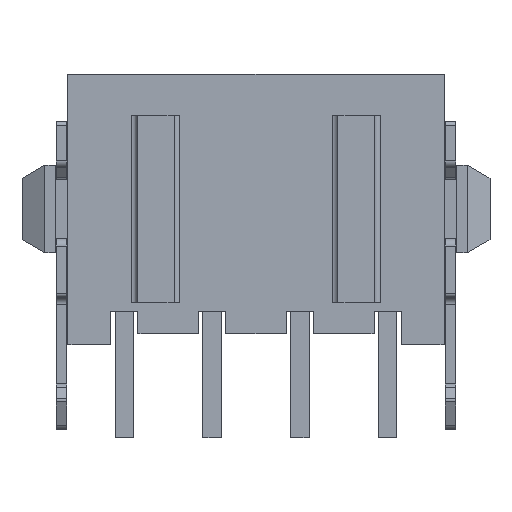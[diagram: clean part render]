
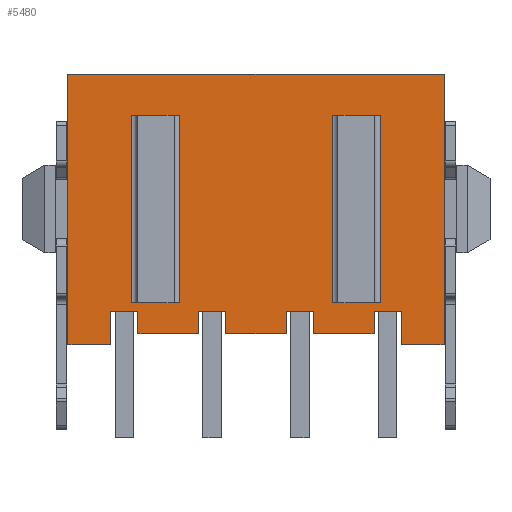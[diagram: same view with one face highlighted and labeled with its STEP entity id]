
A CAD part, front view. The second image highlights one B-rep face of the part: STEP entity #5480.
In plain terms, the highlighted planar face has unit normal (0, -1, 0).
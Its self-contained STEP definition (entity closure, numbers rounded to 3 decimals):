
#10=DIRECTION('',(0.,0.,-1.));
#11=VECTOR('',#10,9.24);
#12=CARTESIAN_POINT('',(-6.43,-3.43,0.));
#13=LINE('',#12,#11);
#769=DIRECTION('',(0.,0.,-1.));
#770=VECTOR('',#769,1.13);
#771=CARTESIAN_POINT('',(4.965,-3.43,-8.11));
#772=LINE('',#771,#770);
#853=DIRECTION('',(0.,0.,-1.));
#854=VECTOR('',#853,9.24);
#855=CARTESIAN_POINT('',(6.43,-3.43,0.));
#856=LINE('',#855,#854);
#893=DIRECTION('',(0.,0.,1.));
#894=VECTOR('',#893,1.13);
#895=CARTESIAN_POINT('',(-4.965,-3.43,-9.24));
#896=LINE('',#895,#894);
#909=DIRECTION('',(1.,0.,0.));
#910=VECTOR('',#909,0.93);
#911=CARTESIAN_POINT('',(-4.965,-3.43,-8.11));
#912=LINE('',#911,#910);
#913=DIRECTION('',(1.,0.,0.));
#914=VECTOR('',#913,12.86);
#915=CARTESIAN_POINT('',(-6.43,-3.43,0.));
#916=LINE('',#915,#914);
#917=DIRECTION('',(1.,0.,0.));
#918=VECTOR('',#917,0.93);
#919=CARTESIAN_POINT('',(4.035,-3.43,-8.11));
#920=LINE('',#919,#918);
#921=DIRECTION('',(0.,0.,-1.));
#922=VECTOR('',#921,0.76);
#923=CARTESIAN_POINT('',(4.035,-3.43,-8.11));
#924=LINE('',#923,#922);
#925=DIRECTION('',(1.,0.,0.));
#926=VECTOR('',#925,2.07);
#927=CARTESIAN_POINT('',(1.965,-3.43,-8.87));
#928=LINE('',#927,#926);
#929=DIRECTION('',(0.,0.,-1.));
#930=VECTOR('',#929,0.76);
#931=CARTESIAN_POINT('',(1.965,-3.43,-8.11));
#932=LINE('',#931,#930);
#933=DIRECTION('',(1.,0.,0.));
#934=VECTOR('',#933,0.93);
#935=CARTESIAN_POINT('',(1.035,-3.43,-8.11));
#936=LINE('',#935,#934);
#937=DIRECTION('',(0.,0.,-1.));
#938=VECTOR('',#937,0.76);
#939=CARTESIAN_POINT('',(1.035,-3.43,-8.11));
#940=LINE('',#939,#938);
#941=DIRECTION('',(1.,0.,0.));
#942=VECTOR('',#941,2.07);
#943=CARTESIAN_POINT('',(-1.035,-3.43,-8.87));
#944=LINE('',#943,#942);
#945=DIRECTION('',(0.,0.,-1.));
#946=VECTOR('',#945,0.76);
#947=CARTESIAN_POINT('',(-1.035,-3.43,-8.11));
#948=LINE('',#947,#946);
#949=DIRECTION('',(1.,0.,0.));
#950=VECTOR('',#949,0.93);
#951=CARTESIAN_POINT('',(-1.965,-3.43,-8.11));
#952=LINE('',#951,#950);
#953=DIRECTION('',(0.,0.,-1.));
#954=VECTOR('',#953,0.76);
#955=CARTESIAN_POINT('',(-1.965,-3.43,-8.11));
#956=LINE('',#955,#954);
#957=DIRECTION('',(1.,0.,0.));
#958=VECTOR('',#957,2.07);
#959=CARTESIAN_POINT('',(-4.035,-3.43,-8.87));
#960=LINE('',#959,#958);
#961=DIRECTION('',(0.,0.,-1.));
#962=VECTOR('',#961,0.76);
#963=CARTESIAN_POINT('',(-4.035,-3.43,-8.11));
#964=LINE('',#963,#962);
#965=DIRECTION('',(0.,0.,-1.));
#966=VECTOR('',#965,6.4);
#967=CARTESIAN_POINT('',(2.6,-3.43,-1.4));
#968=LINE('',#967,#966);
#969=DIRECTION('',(0.,0.,1.));
#970=VECTOR('',#969,6.4);
#971=CARTESIAN_POINT('',(4.25,-3.43,-7.8));
#972=LINE('',#971,#970);
#973=DIRECTION('',(0.,0.,1.));
#974=VECTOR('',#973,6.4);
#975=CARTESIAN_POINT('',(-2.6,-3.43,-7.8));
#976=LINE('',#975,#974);
#977=DIRECTION('',(0.,0.,-1.));
#978=VECTOR('',#977,6.4);
#979=CARTESIAN_POINT('',(-4.25,-3.43,-1.4));
#980=LINE('',#979,#978);
#985=DIRECTION('',(1.,0.,0.));
#986=VECTOR('',#985,1.465);
#987=CARTESIAN_POINT('',(-6.43,-3.43,-9.24));
#988=LINE('',#987,#986);
#993=DIRECTION('',(1.,0.,0.));
#994=VECTOR('',#993,1.465);
#995=CARTESIAN_POINT('',(4.965,-3.43,-9.24));
#996=LINE('',#995,#994);
#1055=DIRECTION('',(1.,0.,0.));
#1056=VECTOR('',#1055,1.65);
#1057=CARTESIAN_POINT('',(2.6,-3.43,-1.4));
#1058=LINE('',#1057,#1056);
#1071=DIRECTION('',(1.,0.,0.));
#1072=VECTOR('',#1071,1.65);
#1073=CARTESIAN_POINT('',(-4.25,-3.43,-1.4));
#1074=LINE('',#1073,#1072);
#1101=DIRECTION('',(-1.,0.,0.));
#1102=VECTOR('',#1101,1.65);
#1103=CARTESIAN_POINT('',(4.25,-3.43,-7.8));
#1104=LINE('',#1103,#1102);
#1117=DIRECTION('',(-1.,0.,0.));
#1118=VECTOR('',#1117,1.65);
#1119=CARTESIAN_POINT('',(-2.6,-3.43,-7.8));
#1120=LINE('',#1119,#1118);
#3462=CARTESIAN_POINT('',(-6.43,-3.43,0.));
#3463=VERTEX_POINT('',#3462);
#3464=CARTESIAN_POINT('',(-6.43,-3.43,-9.24));
#3465=VERTEX_POINT('',#3464);
#3478=CARTESIAN_POINT('',(6.43,-3.43,0.));
#3479=VERTEX_POINT('',#3478);
#3480=CARTESIAN_POINT('',(6.43,-3.43,-9.24));
#3481=VERTEX_POINT('',#3480);
#3490=CARTESIAN_POINT('',(-4.965,-3.43,-9.24));
#3492=VERTEX_POINT('',#3490);
#3494=CARTESIAN_POINT('',(4.965,-3.43,-9.24));
#3496=VERTEX_POINT('',#3494);
#3797=CARTESIAN_POINT('',(2.6,-3.43,-1.4));
#3798=CARTESIAN_POINT('',(2.6,-3.43,-7.8));
#3799=VERTEX_POINT('',#3797);
#3800=VERTEX_POINT('',#3798);
#3805=CARTESIAN_POINT('',(-2.6,-3.43,-7.8));
#3806=CARTESIAN_POINT('',(-2.6,-3.43,-1.4));
#3807=VERTEX_POINT('',#3805);
#3808=VERTEX_POINT('',#3806);
#3813=CARTESIAN_POINT('',(-4.25,-3.43,-1.4));
#3814=CARTESIAN_POINT('',(-4.25,-3.43,-7.8));
#3815=VERTEX_POINT('',#3813);
#3816=VERTEX_POINT('',#3814);
#3821=CARTESIAN_POINT('',(4.25,-3.43,-7.8));
#3822=CARTESIAN_POINT('',(4.25,-3.43,-1.4));
#3823=VERTEX_POINT('',#3821);
#3824=VERTEX_POINT('',#3822);
#3843=CARTESIAN_POINT('',(4.035,-3.43,-8.11));
#3844=CARTESIAN_POINT('',(4.965,-3.43,-8.11));
#3845=VERTEX_POINT('',#3843);
#3846=VERTEX_POINT('',#3844);
#3847=CARTESIAN_POINT('',(4.035,-3.43,-8.87));
#3848=VERTEX_POINT('',#3847);
#3869=CARTESIAN_POINT('',(1.035,-3.43,-8.11));
#3870=CARTESIAN_POINT('',(1.965,-3.43,-8.11));
#3871=VERTEX_POINT('',#3869);
#3872=VERTEX_POINT('',#3870);
#3873=CARTESIAN_POINT('',(1.035,-3.43,-8.87));
#3874=VERTEX_POINT('',#3873);
#3875=CARTESIAN_POINT('',(1.965,-3.43,-8.87));
#3876=VERTEX_POINT('',#3875);
#4329=CARTESIAN_POINT('',(-1.965,-3.43,-8.11));
#4330=CARTESIAN_POINT('',(-1.035,-3.43,-8.11));
#4331=VERTEX_POINT('',#4329);
#4332=VERTEX_POINT('',#4330);
#4333=CARTESIAN_POINT('',(-1.965,-3.43,-8.87));
#4334=VERTEX_POINT('',#4333);
#4335=CARTESIAN_POINT('',(-1.035,-3.43,-8.87));
#4336=VERTEX_POINT('',#4335);
#4451=CARTESIAN_POINT('',(-4.965,-3.43,-8.11));
#4452=CARTESIAN_POINT('',(-4.035,-3.43,-8.11));
#4453=VERTEX_POINT('',#4451);
#4454=VERTEX_POINT('',#4452);
#4455=CARTESIAN_POINT('',(-4.035,-3.43,-8.87));
#4456=VERTEX_POINT('',#4455);
#5422=CARTESIAN_POINT('',(-6.43,-3.43,0.));
#5423=DIRECTION('',(0.,-1.,0.));
#5424=DIRECTION('',(0.,0.,-1.));
#5425=AXIS2_PLACEMENT_3D('',#5422,#5423,#5424);
#5426=PLANE('',#5425);
#5427=ORIENTED_EDGE('',*,*,#5023,.F.);
#5428=ORIENTED_EDGE('',*,*,#5401,.F.);
#5430=ORIENTED_EDGE('',*,*,#5429,.F.);
#5431=ORIENTED_EDGE('',*,*,#4562,.F.);
#5432=ORIENTED_EDGE('',*,*,#4745,.T.);
#5433=ORIENTED_EDGE('',*,*,#5355,.T.);
#5435=ORIENTED_EDGE('',*,*,#5434,.F.);
#5436=ORIENTED_EDGE('',*,*,#5262,.F.);
#5437=ORIENTED_EDGE('',*,*,#5047,.F.);
#5439=ORIENTED_EDGE('',*,*,#5438,.T.);
#5441=ORIENTED_EDGE('',*,*,#5440,.F.);
#5443=ORIENTED_EDGE('',*,*,#5442,.F.);
#5444=ORIENTED_EDGE('',*,*,#5039,.F.);
#5446=ORIENTED_EDGE('',*,*,#5445,.T.);
#5448=ORIENTED_EDGE('',*,*,#5447,.F.);
#5450=ORIENTED_EDGE('',*,*,#5449,.F.);
#5451=ORIENTED_EDGE('',*,*,#5031,.F.);
#5453=ORIENTED_EDGE('',*,*,#5452,.T.);
#5455=ORIENTED_EDGE('',*,*,#5454,.F.);
#5457=ORIENTED_EDGE('',*,*,#5456,.F.);
#5458=EDGE_LOOP('',(#5427,#5428,#5430,#5431,#5432,#5433,#5435,#5436,#5437,#5439,
#5441,#5443,#5444,#5446,#5448,#5450,#5451,#5453,#5455,#5457));
#5459=FACE_OUTER_BOUND('',#5458,.F.);
#5461=ORIENTED_EDGE('',*,*,#5460,.T.);
#5463=ORIENTED_EDGE('',*,*,#5462,.F.);
#5465=ORIENTED_EDGE('',*,*,#5464,.T.);
#5467=ORIENTED_EDGE('',*,*,#5466,.F.);
#5468=EDGE_LOOP('',(#5461,#5463,#5465,#5467));
#5469=FACE_BOUND('',#5468,.F.);
#5471=ORIENTED_EDGE('',*,*,#5470,.T.);
#5473=ORIENTED_EDGE('',*,*,#5472,.F.);
#5475=ORIENTED_EDGE('',*,*,#5474,.T.);
#5477=ORIENTED_EDGE('',*,*,#5476,.F.);
#5478=EDGE_LOOP('',(#5471,#5473,#5475,#5477));
#5479=FACE_BOUND('',#5478,.F.);
#4562=EDGE_CURVE('',#3463,#3465,#13,.T.);
#4745=EDGE_CURVE('',#3463,#3479,#916,.T.);
#5023=EDGE_CURVE('',#4453,#4454,#912,.T.);
#5031=EDGE_CURVE('',#4331,#4332,#952,.T.);
#5039=EDGE_CURVE('',#3871,#3872,#936,.T.);
#5047=EDGE_CURVE('',#3845,#3846,#920,.T.);
#5262=EDGE_CURVE('',#3846,#3496,#772,.T.);
#5355=EDGE_CURVE('',#3479,#3481,#856,.T.);
#5401=EDGE_CURVE('',#3492,#4453,#896,.T.);
#5429=EDGE_CURVE('',#3465,#3492,#988,.T.);
#5434=EDGE_CURVE('',#3496,#3481,#996,.T.);
#5438=EDGE_CURVE('',#3845,#3848,#924,.T.);
#5440=EDGE_CURVE('',#3876,#3848,#928,.T.);
#5442=EDGE_CURVE('',#3872,#3876,#932,.T.);
#5445=EDGE_CURVE('',#3871,#3874,#940,.T.);
#5447=EDGE_CURVE('',#4336,#3874,#944,.T.);
#5449=EDGE_CURVE('',#4332,#4336,#948,.T.);
#5452=EDGE_CURVE('',#4331,#4334,#956,.T.);
#5454=EDGE_CURVE('',#4456,#4334,#960,.T.);
#5456=EDGE_CURVE('',#4454,#4456,#964,.T.);
#5460=EDGE_CURVE('',#3799,#3800,#968,.T.);
#5462=EDGE_CURVE('',#3823,#3800,#1104,.T.);
#5464=EDGE_CURVE('',#3823,#3824,#972,.T.);
#5466=EDGE_CURVE('',#3799,#3824,#1058,.T.);
#5470=EDGE_CURVE('',#3807,#3808,#976,.T.);
#5472=EDGE_CURVE('',#3815,#3808,#1074,.T.);
#5474=EDGE_CURVE('',#3815,#3816,#980,.T.);
#5476=EDGE_CURVE('',#3807,#3816,#1120,.T.);
#5480=ADVANCED_FACE('',(#5459,#5469,#5479),#5426,.T.);
